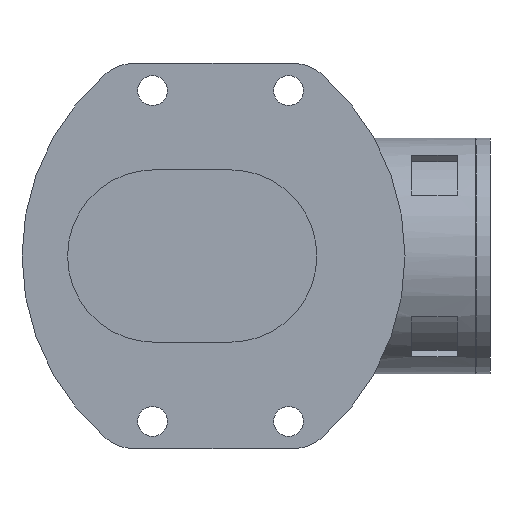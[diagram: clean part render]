
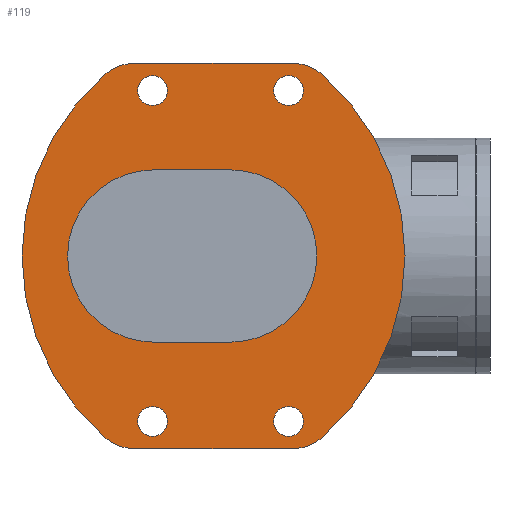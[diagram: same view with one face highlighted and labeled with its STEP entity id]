
A CAD part, front view. The second image highlights one B-rep face of the part: STEP entity #119.
In plain terms, the highlighted planar face has unit normal (0, -1, 0).
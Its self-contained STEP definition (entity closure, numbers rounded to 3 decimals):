
#119 = ADVANCED_FACE( '', ( #242, #243, #244, #245, #246, #247 ), #248, .F. );
#242 = FACE_BOUND( '', #381, .T. );
#243 = FACE_BOUND( '', #382, .T. );
#244 = FACE_BOUND( '', #383, .T. );
#245 = FACE_BOUND( '', #384, .T. );
#246 = FACE_BOUND( '', #385, .T. );
#247 = FACE_OUTER_BOUND( '', #386, .T. );
#248 = PLANE( '', #387 );
#381 = EDGE_LOOP( '', ( #722, #723, #724, #725 ) );
#382 = EDGE_LOOP( '', ( #726 ) );
#383 = EDGE_LOOP( '', ( #727 ) );
#384 = EDGE_LOOP( '', ( #728 ) );
#385 = EDGE_LOOP( '', ( #729 ) );
#386 = EDGE_LOOP( '', ( #730, #731, #732, #733, #734, #735, #736, #737 ) );
#387 = AXIS2_PLACEMENT_3D( '', #738, #739, #740 );
#722 = ORIENTED_EDGE( '', *, *, #894, .F. );
#723 = ORIENTED_EDGE( '', *, *, #896, .F. );
#724 = ORIENTED_EDGE( '', *, *, #889, .F. );
#725 = ORIENTED_EDGE( '', *, *, #892, .F. );
#726 = ORIENTED_EDGE( '', *, *, #910, .T. );
#727 = ORIENTED_EDGE( '', *, *, #911, .T. );
#728 = ORIENTED_EDGE( '', *, *, #912, .T. );
#729 = ORIENTED_EDGE( '', *, *, #913, .T. );
#730 = ORIENTED_EDGE( '', *, *, #929, .F. );
#731 = ORIENTED_EDGE( '', *, *, #914, .F. );
#732 = ORIENTED_EDGE( '', *, *, #917, .F. );
#733 = ORIENTED_EDGE( '', *, *, #919, .F. );
#734 = ORIENTED_EDGE( '', *, *, #921, .F. );
#735 = ORIENTED_EDGE( '', *, *, #923, .F. );
#736 = ORIENTED_EDGE( '', *, *, #925, .F. );
#737 = ORIENTED_EDGE( '', *, *, #927, .F. );
#738 = CARTESIAN_POINT( '', ( -16.45, -32.25, 0. ) );
#739 = DIRECTION( '', ( 0., 1., 0. ) );
#740 = DIRECTION( '', ( 0., 0., 1. ) );
#889 = EDGE_CURVE( '', #1063, #1064, #1065, .T. );
#892 = EDGE_CURVE( '', #1068, #1063, #1069, .T. );
#894 = EDGE_CURVE( '', #1071, #1068, #1072, .T. );
#896 = EDGE_CURVE( '', #1064, #1071, #1074, .T. );
#910 = EDGE_CURVE( '', #1101, #1101, #1102, .T. );
#911 = EDGE_CURVE( '', #1103, #1103, #1104, .T. );
#912 = EDGE_CURVE( '', #1105, #1105, #1106, .T. );
#913 = EDGE_CURVE( '', #1107, #1107, #1108, .T. );
#914 = EDGE_CURVE( '', #1109, #1110, #1111, .T. );
#917 = EDGE_CURVE( '', #1114, #1109, #1115, .T. );
#919 = EDGE_CURVE( '', #1117, #1114, #1118, .T. );
#921 = EDGE_CURVE( '', #1120, #1117, #1121, .T. );
#923 = EDGE_CURVE( '', #1123, #1120, #1124, .T. );
#925 = EDGE_CURVE( '', #1126, #1123, #1127, .T. );
#927 = EDGE_CURVE( '', #1129, #1126, #1130, .T. );
#929 = EDGE_CURVE( '', #1110, #1129, #1132, .T. );
#1063 = VERTEX_POINT( '', #1360 );
#1064 = VERTEX_POINT( '', #1361 );
#1065 = CIRCLE( '', #1362, 19. );
#1068 = VERTEX_POINT( '', #1367 );
#1069 = LINE( '', #1368, #1369 );
#1071 = VERTEX_POINT( '', #1372 );
#1072 = CIRCLE( '', #1373, 19. );
#1074 = LINE( '', #1376, #1377 );
#1101 = VERTEX_POINT( '', #1406 );
#1102 = CIRCLE( '', #1407, 3.3 );
#1103 = VERTEX_POINT( '', #1408 );
#1104 = CIRCLE( '', #1409, 3.3 );
#1105 = VERTEX_POINT( '', #1410 );
#1106 = CIRCLE( '', #1411, 3.3 );
#1107 = VERTEX_POINT( '', #1412 );
#1108 = CIRCLE( '', #1413, 3.3 );
#1109 = VERTEX_POINT( '', #1414 );
#1110 = VERTEX_POINT( '', #1415 );
#1111 = LINE( '', #1416, #1417 );
#1114 = VERTEX_POINT( '', #1422 );
#1115 = CIRCLE( '', #1423, 10. );
#1117 = VERTEX_POINT( '', #1426 );
#1118 = CIRCLE( '', #1427, 53. );
#1120 = VERTEX_POINT( '', #1430 );
#1121 = CIRCLE( '', #1431, 10. );
#1123 = VERTEX_POINT( '', #1434 );
#1124 = LINE( '', #1435, #1436 );
#1126 = VERTEX_POINT( '', #1439 );
#1127 = CIRCLE( '', #1440, 10. );
#1129 = VERTEX_POINT( '', #1443 );
#1130 = CIRCLE( '', #1444, 53. );
#1132 = CIRCLE( '', #1447, 10. );
#1360 = CARTESIAN_POINT( '', ( -13.2, -32.25, 19. ) );
#1361 = CARTESIAN_POINT( '', ( -13.2, -32.25, -19. ) );
#1362 = AXIS2_PLACEMENT_3D( '', #1593, #1594, #1595 );
#1367 = CARTESIAN_POINT( '', ( 3.8, -32.25, 19. ) );
#1368 = CARTESIAN_POINT( '', ( 3.8, -32.25, 19. ) );
#1369 = VECTOR( '', #1598, 1000. );
#1372 = CARTESIAN_POINT( '', ( 3.8, -32.25, -19. ) );
#1373 = AXIS2_PLACEMENT_3D( '', #1600, #1601, #1602 );
#1376 = CARTESIAN_POINT( '', ( -13.2, -32.25, -19. ) );
#1377 = VECTOR( '', #1604, 1000. );
#1406 = CARTESIAN_POINT( '', ( -10.15, -32.25, 36.5 ) );
#1407 = AXIS2_PLACEMENT_3D( '', #1640, #1641, #1642 );
#1408 = CARTESIAN_POINT( '', ( -10.15, -32.25, -36.5 ) );
#1409 = AXIS2_PLACEMENT_3D( '', #1643, #1644, #1645 );
#1410 = CARTESIAN_POINT( '', ( 19.85, -32.25, 36.5 ) );
#1411 = AXIS2_PLACEMENT_3D( '', #1646, #1647, #1648 );
#1412 = CARTESIAN_POINT( '', ( 19.85, -32.25, -36.5 ) );
#1413 = AXIS2_PLACEMENT_3D( '', #1649, #1650, #1651 );
#1414 = CARTESIAN_POINT( '', ( 17.406, -32.25, -42.5 ) );
#1415 = CARTESIAN_POINT( '', ( -17.406, -32.25, -42.5 ) );
#1416 = CARTESIAN_POINT( '', ( 17.406, -32.25, -42.5 ) );
#1417 = VECTOR( '', #1652, 1000. );
#1422 = CARTESIAN_POINT( '', ( 23.954, -32.25, -40.058 ) );
#1423 = AXIS2_PLACEMENT_3D( '', #1655, #1656, #1657 );
#1426 = CARTESIAN_POINT( '', ( 23.954, -32.25, 40.058 ) );
#1427 = AXIS2_PLACEMENT_3D( '', #1659, #1660, #1661 );
#1430 = CARTESIAN_POINT( '', ( 17.406, -32.25, 42.5 ) );
#1431 = AXIS2_PLACEMENT_3D( '', #1663, #1664, #1665 );
#1434 = CARTESIAN_POINT( '', ( -17.406, -32.25, 42.5 ) );
#1435 = CARTESIAN_POINT( '', ( -17.406, -32.25, 42.5 ) );
#1436 = VECTOR( '', #1667, 1000. );
#1439 = CARTESIAN_POINT( '', ( -23.954, -32.25, 40.058 ) );
#1440 = AXIS2_PLACEMENT_3D( '', #1669, #1670, #1671 );
#1443 = CARTESIAN_POINT( '', ( -23.954, -32.25, -40.058 ) );
#1444 = AXIS2_PLACEMENT_3D( '', #1673, #1674, #1675 );
#1447 = AXIS2_PLACEMENT_3D( '', #1677, #1678, #1679 );
#1593 = CARTESIAN_POINT( '', ( -13.2, -32.25, 0. ) );
#1594 = DIRECTION( '', ( 0., -1., 0. ) );
#1595 = DIRECTION( '', ( -1., 0., 0. ) );
#1598 = DIRECTION( '', ( -1., 0., 0. ) );
#1600 = CARTESIAN_POINT( '', ( 3.8, -32.25, 0. ) );
#1601 = DIRECTION( '', ( 0., -1., 0. ) );
#1602 = DIRECTION( '', ( -1., 0., 0. ) );
#1604 = DIRECTION( '', ( 1., 0., 0. ) );
#1640 = CARTESIAN_POINT( '', ( -13.45, -32.25, 36.5 ) );
#1641 = DIRECTION( '', ( 0., 1., 0. ) );
#1642 = DIRECTION( '', ( 1., 0., 0. ) );
#1643 = CARTESIAN_POINT( '', ( -13.45, -32.25, -36.5 ) );
#1644 = DIRECTION( '', ( 0., 1., 0. ) );
#1645 = DIRECTION( '', ( 1., 0., 0. ) );
#1646 = CARTESIAN_POINT( '', ( 16.55, -32.25, 36.5 ) );
#1647 = DIRECTION( '', ( 0., 1., 0. ) );
#1648 = DIRECTION( '', ( 1., 0., 0. ) );
#1649 = CARTESIAN_POINT( '', ( 16.55, -32.25, -36.5 ) );
#1650 = DIRECTION( '', ( 0., 1., 0. ) );
#1651 = DIRECTION( '', ( 1., 0., 0. ) );
#1652 = DIRECTION( '', ( -1., 0., 0. ) );
#1655 = CARTESIAN_POINT( '', ( 17.406, -32.25, -32.5 ) );
#1656 = DIRECTION( '', ( 0., 1., 0. ) );
#1657 = DIRECTION( '', ( 1., 0., 0. ) );
#1659 = CARTESIAN_POINT( '', ( -10.75, -32.25, 0. ) );
#1660 = DIRECTION( '', ( 0., 1., 0. ) );
#1661 = DIRECTION( '', ( 1., 0., 0. ) );
#1663 = CARTESIAN_POINT( '', ( 17.406, -32.25, 32.5 ) );
#1664 = DIRECTION( '', ( 0., 1., 0. ) );
#1665 = DIRECTION( '', ( 1., 0., 0. ) );
#1667 = DIRECTION( '', ( 1., 0., 0. ) );
#1669 = CARTESIAN_POINT( '', ( -17.406, -32.25, 32.5 ) );
#1670 = DIRECTION( '', ( 0., 1., 0. ) );
#1671 = DIRECTION( '', ( 1., 0., 0. ) );
#1673 = CARTESIAN_POINT( '', ( 10.75, -32.25, 0. ) );
#1674 = DIRECTION( '', ( 0., 1., 0. ) );
#1675 = DIRECTION( '', ( 1., 0., 0. ) );
#1677 = CARTESIAN_POINT( '', ( -17.406, -32.25, -32.5 ) );
#1678 = DIRECTION( '', ( 0., 1., 0. ) );
#1679 = DIRECTION( '', ( 1., 0., 0. ) );
